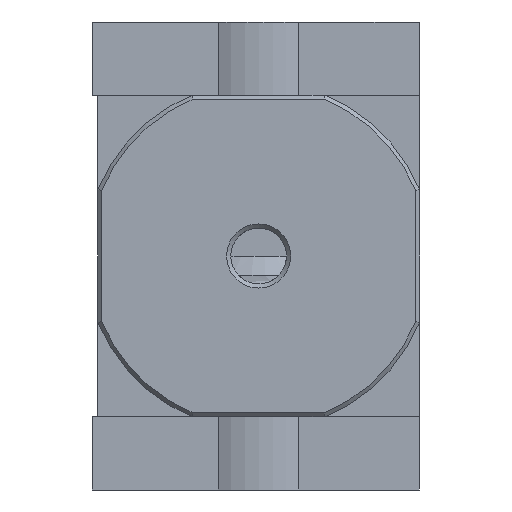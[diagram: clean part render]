
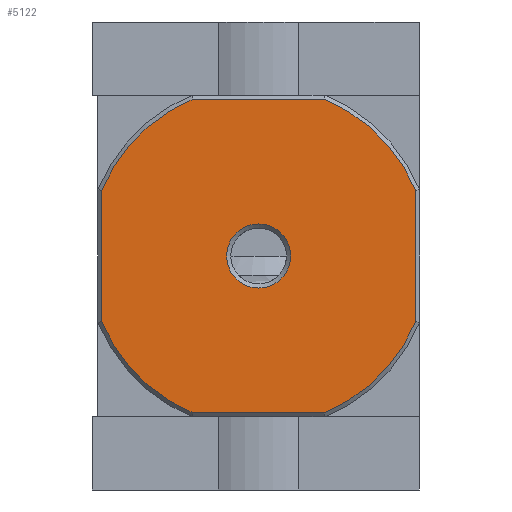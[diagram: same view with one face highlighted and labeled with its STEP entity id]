
A CAD part, front view. The second image highlights one B-rep face of the part: STEP entity #5122.
In plain terms, the highlighted planar face has unit normal (0, -1, 0).
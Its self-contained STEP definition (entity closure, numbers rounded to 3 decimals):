
#321=LINE('',#7634,#611);
#323=LINE('',#7651,#613);
#324=LINE('',#7657,#614);
#325=LINE('',#7661,#615);
#611=VECTOR('',#6126,1000.);
#613=VECTOR('',#6132,1000.);
#614=VECTOR('',#6137,1000.);
#615=VECTOR('',#6140,1000.);
#969=ORIENTED_EDGE('',*,*,#2130,.F.);
#970=ORIENTED_EDGE('',*,*,#2131,.T.);
#971=ORIENTED_EDGE('',*,*,#2132,.F.);
#972=ORIENTED_EDGE('',*,*,#2126,.T.);
#973=ORIENTED_EDGE('',*,*,#2133,.F.);
#974=ORIENTED_EDGE('',*,*,#2134,.F.);
#975=ORIENTED_EDGE('',*,*,#2135,.F.);
#976=ORIENTED_EDGE('',*,*,#2136,.F.);
#977=ORIENTED_EDGE('',*,*,#2137,.F.);
#2126=EDGE_CURVE('',#2701,#2702,#321,.T.);
#2130=EDGE_CURVE('',#2705,#2705,#3091,.T.);
#2131=EDGE_CURVE('',#2706,#2707,#323,.T.);
#2132=EDGE_CURVE('',#2701,#2707,#3092,.T.);
#2133=EDGE_CURVE('',#2708,#2702,#3093,.T.);
#2134=EDGE_CURVE('',#2709,#2708,#324,.T.);
#2135=EDGE_CURVE('',#2710,#2709,#3094,.T.);
#2136=EDGE_CURVE('',#2711,#2710,#325,.T.);
#2137=EDGE_CURVE('',#2706,#2711,#3095,.T.);
#2701=VERTEX_POINT('',#7635);
#2702=VERTEX_POINT('',#7636);
#2705=VERTEX_POINT('',#7650);
#2706=VERTEX_POINT('',#7652);
#2707=VERTEX_POINT('',#7653);
#2708=VERTEX_POINT('',#7656);
#2709=VERTEX_POINT('',#7658);
#2710=VERTEX_POINT('',#7660);
#2711=VERTEX_POINT('',#7662);
#3091=CIRCLE('',#5483,6.579);
#3092=CIRCLE('',#5484,34.9);
#3093=CIRCLE('',#5485,34.9);
#3094=CIRCLE('',#5486,34.9);
#3095=CIRCLE('',#5487,34.9);
#3326=EDGE_LOOP('',(#969));
#3327=EDGE_LOOP('',(#970,#971,#972,#973,#974,#975,#976,#977));
#3747=FACE_BOUND('',#3326,.T.);
#3748=FACE_BOUND('',#3327,.T.);
#4164=PLANE('',#5482);
#5122=ADVANCED_FACE('',(#3747,#3748),#4164,.F.);
#5482=AXIS2_PLACEMENT_3D('',#7648,#6128,#6129);
#5483=AXIS2_PLACEMENT_3D('',#7649,#6130,#6131);
#5484=AXIS2_PLACEMENT_3D('',#7654,#6133,#6134);
#5485=AXIS2_PLACEMENT_3D('',#7655,#6135,#6136);
#5486=AXIS2_PLACEMENT_3D('',#7659,#6138,#6139);
#5487=AXIS2_PLACEMENT_3D('',#7663,#6141,#6142);
#6126=DIRECTION('',(0.,0.,-1.));
#6128=DIRECTION('',(0.,1.,0.));
#6129=DIRECTION('',(0.,0.,1.));
#6130=DIRECTION('',(0.,-1.,0.));
#6131=DIRECTION('',(0.,0.,-1.));
#6132=DIRECTION('',(-1.,0.,0.));
#6133=DIRECTION('',(0.,1.,0.));
#6134=DIRECTION('',(-1.,0.,0.));
#6135=DIRECTION('',(0.,1.,0.));
#6136=DIRECTION('',(-1.,0.,0.));
#6137=DIRECTION('',(-1.,0.,0.));
#6138=DIRECTION('',(0.,1.,0.));
#6139=DIRECTION('',(-1.,0.,0.));
#6140=DIRECTION('',(0.,0.,-1.));
#6141=DIRECTION('',(0.,1.,0.));
#6142=DIRECTION('',(-1.,0.,0.));
#7634=CARTESIAN_POINT('',(-32.2,-33.,33.));
#7635=CARTESIAN_POINT('',(-32.2,-33.,13.46));
#7636=CARTESIAN_POINT('',(-32.2,-33.,-13.46));
#7648=CARTESIAN_POINT('',(-32.2,-33.,33.));
#7649=CARTESIAN_POINT('',(0.,-33.,0.));
#7650=CARTESIAN_POINT('',(0.,-33.,-6.579));
#7651=CARTESIAN_POINT('',(33.,-33.,32.2));
#7652=CARTESIAN_POINT('',(13.46,-33.,32.2));
#7653=CARTESIAN_POINT('',(-13.46,-33.,32.2));
#7654=CARTESIAN_POINT('',(0.,-33.,0.));
#7655=CARTESIAN_POINT('',(0.,-33.,0.));
#7656=CARTESIAN_POINT('',(-13.46,-33.,-32.2));
#7657=CARTESIAN_POINT('',(33.,-33.,-32.2));
#7658=CARTESIAN_POINT('',(13.46,-33.,-32.2));
#7659=CARTESIAN_POINT('',(0.,-33.,0.));
#7660=CARTESIAN_POINT('',(32.2,-33.,-13.46));
#7661=CARTESIAN_POINT('',(32.2,-33.,33.));
#7662=CARTESIAN_POINT('',(32.2,-33.,13.46));
#7663=CARTESIAN_POINT('',(0.,-33.,0.));
